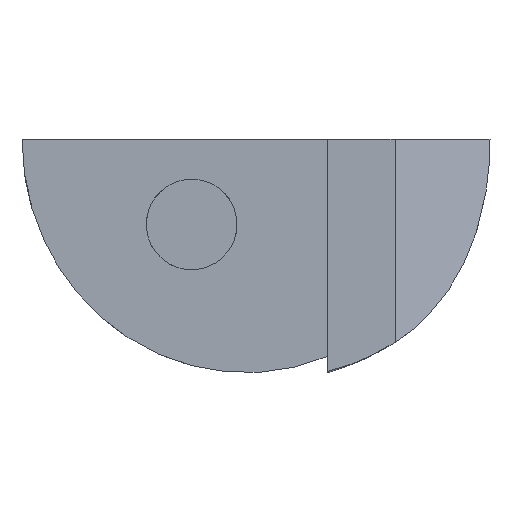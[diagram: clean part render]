
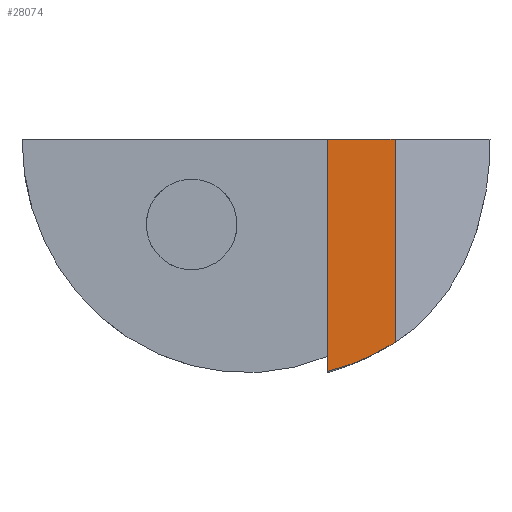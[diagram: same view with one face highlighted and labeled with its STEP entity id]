
A CAD part, front view. The second image highlights one B-rep face of the part: STEP entity #28074.
In plain terms, the highlighted free-form (B-spline) face has degree [1, 1] with [2, 2] control points.
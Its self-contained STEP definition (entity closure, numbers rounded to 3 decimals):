
#363 = CARTESIAN_POINT ( 'NONE',  ( -298.26, 2940.831, -91.092 ) ) ;
#416 = CARTESIAN_POINT ( 'NONE',  ( -284.857, 2940.831, -96.586 ) ) ;
#465 = EDGE_CURVE ( 'NONE', #4624, #21947, #14828, .T. ) ;
#504 = CARTESIAN_POINT ( 'NONE',  ( -304.449, 2940.831, -93.503 ) ) ;
#647 = CARTESIAN_POINT ( 'NONE',  ( -305.524, 2940.831, -93.869 ) ) ;
#785 = CARTESIAN_POINT ( 'NONE',  ( -291.234, 2940.831, -87.705 ) ) ;
#1059 = CARTESIAN_POINT ( 'NONE',  ( -308.744, 2940.831, -94.882 ) ) ;
#1196 = CARTESIAN_POINT ( 'NONE',  ( -308.195, 2940.831, -94.719 ) ) ;
#1334 = CARTESIAN_POINT ( 'NONE',  ( -311.702, 2940.831, -95.709 ) ) ;
#1474 = CARTESIAN_POINT ( 'NONE',  ( -307.968, 2940.831, -94.65 ) ) ;
#1614 = CARTESIAN_POINT ( 'NONE',  ( -309.19, 2940.831, -95.012 ) ) ;
#2493 = ORIENTED_EDGE ( 'NONE', *, *, #21458, .T. ) ;
#2762 = CARTESIAN_POINT ( 'NONE',  ( -312.936, 2940.831, 0. ) ) ;
#2769 = CARTESIAN_POINT ( 'NONE',  ( -305.536, 2940.831, -93.873 ) ) ;
#3237 = B_SPLINE_CURVE_WITH_KNOTS ( 'NONE', 3,
 ( #19814, #9581, #22085, #7175, #7451, #20232, #9306, #13421, #4903, #785, #15556, #9443, #26909, #17683, #24777, #11435, #9164, #22501, #26771, #13977, #11295, #24218, #17822, #363, #19954, #20094, #18103, #15838, #22637, #11154, #9025, #26346, #6892, #504, #17965, #13563, #26488, #7314, #7033, #647, #22224, #2769, #5045, #13704, #5184, #13843, #3323, #1474, #1196, #27603, #1059, #18656, #22776, #8143, #25326, #1614, #25050, #5872, #23193, #1334, #9995 ),
 .UNSPECIFIED., .F., .F.,
 ( 4, 2, 2, 2, 1, 1, 1, 1, 2, 2, 2, 2, 1, 1, 1, 1, 1, 2, 2, 2, 2, 1, 1, 1, 1, 1, 1, 1, 2, 2, 2, 2, 2, 1, 1, 1, 1, 1, 2, 2, 4 ),
 ( 0., 0.125, 0.187, 0.219, 0.234, 0.242, 0.246, 0.248, 0.249, 0.25, 0.375, 0.437, 0.469, 0.484, 0.492, 0.496, 0.498, 0.499, 0.5, 0.625, 0.687, 0.719, 0.734, 0.742, 0.746, 0.748, 0.749, 0.75, 0.75, 0.75, 0.812, 0.844, 0.859, 0.867, 0.871, 0.873, 0.874, 0.875, 0.875, 0.875, 1. ),
 .UNSPECIFIED. ) ;
#3323 = CARTESIAN_POINT ( 'NONE',  ( -307.333, 2940.831, -94.455 ) ) ;
#4624 = VERTEX_POINT ( 'NONE', #7062 ) ;
#4903 = CARTESIAN_POINT ( 'NONE',  ( -290.967, 2940.831, -87.562 ) ) ;
#5045 = CARTESIAN_POINT ( 'NONE',  ( -305.54, 2940.831, -93.875 ) ) ;
#5184 = CARTESIAN_POINT ( 'NONE',  ( -306.056, 2940.831, -94.048 ) ) ;
#5872 = CARTESIAN_POINT ( 'NONE',  ( -309.204, 2940.831, -95.017 ) ) ;
#6572 = CARTESIAN_POINT ( 'NONE',  ( -312.936, 2940.831, 0. ) ) ;
#6892 = CARTESIAN_POINT ( 'NONE',  ( -303.987, 2940.831, -93.34 ) ) ;
#7033 = CARTESIAN_POINT ( 'NONE',  ( -305.507, 2940.831, -93.863 ) ) ;
#7062 = CARTESIAN_POINT ( 'NONE',  ( -284.857, 2940.831, 0. ) ) ;
#7087 = CARTESIAN_POINT ( 'NONE',  ( -284.857, 2940.831, 0. ) ) ;
#7175 = CARTESIAN_POINT ( 'NONE',  ( -288.547, 2940.831, -86.214 ) ) ;
#7178 = VERTEX_POINT ( 'NONE', #11741 ) ;
#7314 = CARTESIAN_POINT ( 'NONE',  ( -305.472, 2940.831, -93.852 ) ) ;
#7451 = CARTESIAN_POINT ( 'NONE',  ( -289.116, 2940.831, -86.54 ) ) ;
#8143 = CARTESIAN_POINT ( 'NONE',  ( -309.147, 2940.831, -95. ) ) ;
#8360 = ORIENTED_EDGE ( 'NONE', *, *, #16424, .F. ) ;
#9025 = CARTESIAN_POINT ( 'NONE',  ( -302.466, 2940.831, -92.787 ) ) ;
#9164 = CARTESIAN_POINT ( 'NONE',  ( -293.635, 2940.831, -88.954 ) ) ;
#9306 = CARTESIAN_POINT ( 'NONE',  ( -290.289, 2940.831, -87.194 ) ) ;
#9443 = CARTESIAN_POINT ( 'NONE',  ( -291.436, 2940.831, -87.813 ) ) ;
#9581 = CARTESIAN_POINT ( 'NONE',  ( -285.843, 2940.831, -84.597 ) ) ;
#9722 = CARTESIAN_POINT ( 'NONE',  ( -284.857, 2940.831, -83.965 ) ) ;
#9744 = B_SPLINE_SURFACE_WITH_KNOTS ( 'NONE', 1, 1, ( 
 ( #7087, #11207 ),
 ( #416, #26399 ) ),
 .UNSPECIFIED., .F., .F., .F.,
 ( 2, 2 ),
 ( 2, 2 ),
 ( 0., 1. ),
 ( 0., 1. ),
 .UNSPECIFIED. ) ;
#9995 = CARTESIAN_POINT ( 'NONE',  ( -312.936, 2940.831, -96.01 ) ) ;
#10415 = CARTESIAN_POINT ( 'NONE',  ( -284.857, 2940.831, -83.965 ) ) ;
#10973 = CARTESIAN_POINT ( 'NONE',  ( -284.857, 2940.831, 0. ) ) ;
#11154 = CARTESIAN_POINT ( 'NONE',  ( -300.68, 2940.831, -92.105 ) ) ;
#11207 = CARTESIAN_POINT ( 'NONE',  ( -312.936, 2940.831, 0. ) ) ;
#11295 = CARTESIAN_POINT ( 'NONE',  ( -297.306, 2940.831, -90.675 ) ) ;
#11435 = CARTESIAN_POINT ( 'NONE',  ( -292.542, 2940.831, -88.4 ) ) ;
#11741 = CARTESIAN_POINT ( 'NONE',  ( -312.936, 2940.831, -96.01 ) ) ;
#12559 = B_SPLINE_CURVE_WITH_KNOTS ( 'NONE', 1,
 ( #17736, #18157 ),
 .UNSPECIFIED., .F., .F.,
 ( 2, 2 ),
 ( 0., 1. ),
 .UNSPECIFIED. ) ;
#13283 = ORIENTED_EDGE ( 'NONE', *, *, #465, .F. ) ;
#13421 = CARTESIAN_POINT ( 'NONE',  ( -290.74, 2940.831, -87.439 ) ) ;
#13563 = CARTESIAN_POINT ( 'NONE',  ( -305.266, 2940.831, -93.783 ) ) ;
#13704 = CARTESIAN_POINT ( 'NONE',  ( -305.682, 2940.831, -93.922 ) ) ;
#13843 = CARTESIAN_POINT ( 'NONE',  ( -306.969, 2940.831, -94.341 ) ) ;
#13977 = CARTESIAN_POINT ( 'NONE',  ( -296.849, 2940.831, -90.47 ) ) ;
#13980 = CARTESIAN_POINT ( 'NONE',  ( -284.857, 2940.831, 0. ) ) ;
#14606 = VERTEX_POINT ( 'NONE', #2762 ) ;
#14828 = B_SPLINE_CURVE_WITH_KNOTS ( 'NONE', 1,
 ( #13980, #9722 ),
 .UNSPECIFIED., .F., .F.,
 ( 2, 2 ),
 ( 0., 1. ),
 .UNSPECIFIED. ) ;
#15556 = CARTESIAN_POINT ( 'NONE',  ( -291.368, 2940.831, -87.777 ) ) ;
#15838 = CARTESIAN_POINT ( 'NONE',  ( -298.389, 2940.831, -91.147 ) ) ;
#16424 = EDGE_CURVE ( 'NONE', #21947, #7178, #3237, .T. ) ;
#17683 = CARTESIAN_POINT ( 'NONE',  ( -291.484, 2940.831, -87.838 ) ) ;
#17736 = CARTESIAN_POINT ( 'NONE',  ( -312.936, 2940.831, 0. ) ) ;
#17822 = CARTESIAN_POINT ( 'NONE',  ( -298.123, 2940.831, -91.032 ) ) ;
#17965 = CARTESIAN_POINT ( 'NONE',  ( -304.993, 2940.831, -93.69 ) ) ;
#18103 = CARTESIAN_POINT ( 'NONE',  ( -298.378, 2940.831, -91.142 ) ) ;
#18157 = CARTESIAN_POINT ( 'NONE',  ( -312.936, 2940.831, -96.01 ) ) ;
#18656 = CARTESIAN_POINT ( 'NONE',  ( -308.972, 2940.831, -94.949 ) ) ;
#19814 = CARTESIAN_POINT ( 'NONE',  ( -284.857, 2940.831, -83.965 ) ) ;
#19954 = CARTESIAN_POINT ( 'NONE',  ( -298.329, 2940.831, -91.121 ) ) ;
#20094 = CARTESIAN_POINT ( 'NONE',  ( -298.358, 2940.831, -91.134 ) ) ;
#20232 = CARTESIAN_POINT ( 'NONE',  ( -289.993, 2940.831, -87.03 ) ) ;
#20235 = ORIENTED_EDGE ( 'NONE', *, *, #27717, .T. ) ;
#21458 = EDGE_CURVE ( 'NONE', #4624, #14606, #22716, .T. ) ;
#21947 = VERTEX_POINT ( 'NONE', #10415 ) ;
#22085 = CARTESIAN_POINT ( 'NONE',  ( -286.887, 2940.831, -85.24 ) ) ;
#22224 = CARTESIAN_POINT ( 'NONE',  ( -305.531, 2940.831, -93.872 ) ) ;
#22501 = CARTESIAN_POINT ( 'NONE',  ( -295.358, 2940.831, -89.783 ) ) ;
#22637 = CARTESIAN_POINT ( 'NONE',  ( -299.523, 2940.831, -91.634 ) ) ;
#22716 = B_SPLINE_CURVE_WITH_KNOTS ( 'NONE', 1,
 ( #10973, #6572 ),
 .UNSPECIFIED., .F., .F.,
 ( 2, 2 ),
 ( 0., 1. ),
 .UNSPECIFIED. ) ;
#22776 = CARTESIAN_POINT ( 'NONE',  ( -309.088, 2940.831, -94.983 ) ) ;
#23193 = CARTESIAN_POINT ( 'NONE',  ( -310.458, 2940.831, -95.379 ) ) ;
#24218 = CARTESIAN_POINT ( 'NONE',  ( -297.849, 2940.831, -90.913 ) ) ;
#24777 = CARTESIAN_POINT ( 'NONE',  ( -291.495, 2940.831, -87.844 ) ) ;
#25050 = CARTESIAN_POINT ( 'NONE',  ( -309.198, 2940.831, -95.015 ) ) ;
#25326 = CARTESIAN_POINT ( 'NONE',  ( -309.177, 2940.831, -95.009 ) ) ;
#26346 = CARTESIAN_POINT ( 'NONE',  ( -303.069, 2940.831, -93.011 ) ) ;
#26399 = CARTESIAN_POINT ( 'NONE',  ( -312.936, 2940.831, -96.586 ) ) ;
#26488 = CARTESIAN_POINT ( 'NONE',  ( -305.404, 2940.831, -93.829 ) ) ;
#26544 = FACE_OUTER_BOUND ( 'NONE', #26774, .T. ) ;
#26771 = CARTESIAN_POINT ( 'NONE',  ( -295.946, 2940.831, -90.058 ) ) ;
#26774 = EDGE_LOOP ( 'NONE', ( #2493, #20235, #8360, #13283 ) ) ;
#26909 = CARTESIAN_POINT ( 'NONE',  ( -291.465, 2940.831, -87.828 ) ) ;
#27603 = CARTESIAN_POINT ( 'NONE',  ( -308.557, 2940.831, -94.827 ) ) ;
#27717 = EDGE_CURVE ( 'NONE', #14606, #7178, #12559, .T. ) ;
#28074 = ADVANCED_FACE ( 'NONE', ( #26544 ), #9744, .F. ) ;
